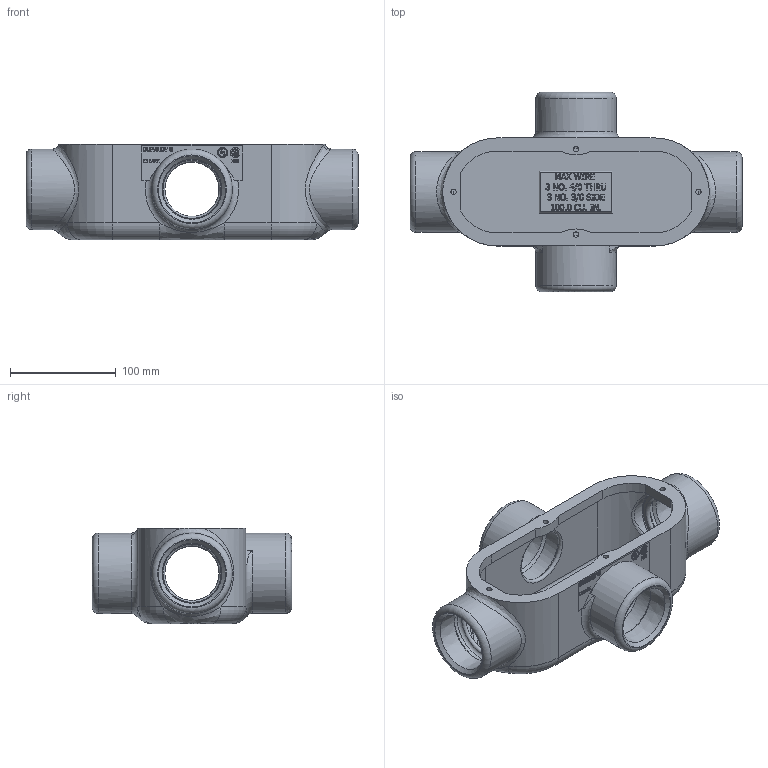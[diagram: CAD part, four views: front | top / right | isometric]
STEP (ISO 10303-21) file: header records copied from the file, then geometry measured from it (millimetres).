
FILE_DESCRIPTION(/* description */ ('FORM 8 X68 AS MACHINED'),/* implementation_level */ '2;1');
FILE_NAME(/* name */ 'KIL_X68.stp',/* time_stamp */ '2019-11-01T15:30:39+05:00',/* author */ ('kr'),/* organization */ (''),/* preprocessor_version */ 'ST-DEVELOPER v16.13',/* originating_system */ 'Autodesk Inventor 2018',/* authorisation */ '');
FILE_SCHEMA (('AUTOMOTIVE_DESIGN { 1 0 10303 214 3 1 1 }'));
Length unit declared in the file: inch
Products named in the file (1): 21759
Bounding box: 314.35 x 188.77 x 90.42 mm (x, y, z)
Volume: 657185.1 mm3; surface area: 207491.9 mm2
Topology: 1 solids, 1 shells, 978 faces, 2626 edges, 1741 vertices
Faces by surface type: plane 564, bspline 331, cylinder 49, torus 22, cone 12
Full cylindrical faces by diameter (mm): 4.978 x4, 7.763 x1, 9.525 x1, 60.477 x4, 76.2 x4
Entity records: 34124 total; most frequent: CARTESIAN_POINT 10927, ORIENTED_EDGE 5158, DIRECTION 3369, EDGE_CURVE 2579, LINE 1743, VECTOR 1743, VERTEX_POINT 1727, EDGE_LOOP 1118
